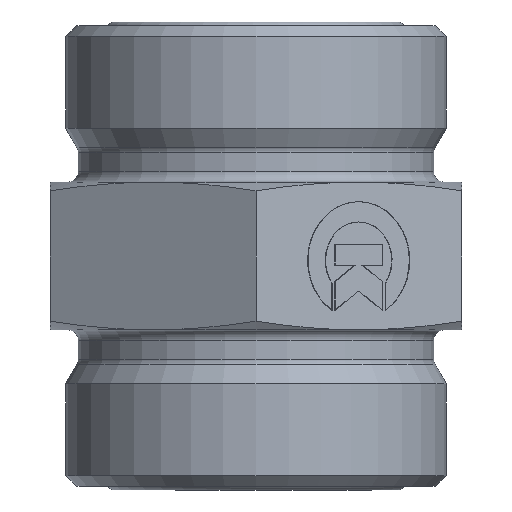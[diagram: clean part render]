
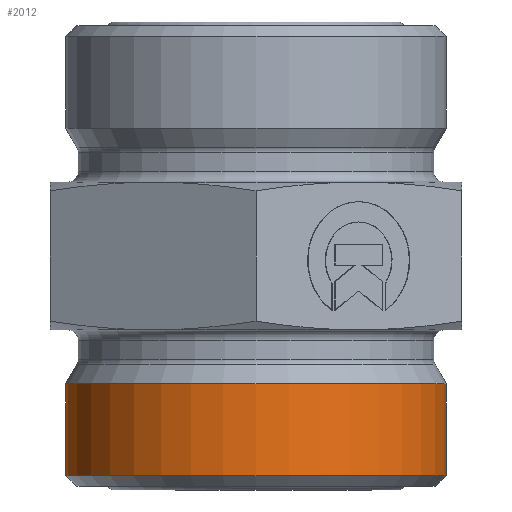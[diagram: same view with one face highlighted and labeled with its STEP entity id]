
A CAD part, front view. The second image highlights one B-rep face of the part: STEP entity #2012.
In plain terms, the highlighted cylindrical face has radius 21.285 mm (diameter 42.57 mm), a full revolution.
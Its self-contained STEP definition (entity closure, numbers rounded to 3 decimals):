
#1978=CARTESIAN_POINT('',(-21.285,0.,1.2));
#1979=VERTEX_POINT('',#1978);
#1980=CARTESIAN_POINT('',(0.,0.,1.2));
#1981=DIRECTION('',(0.0,0.0,-1.0));
#1982=DIRECTION('',(1.0,0.0,0.0));
#1983=AXIS2_PLACEMENT_3D('',#1980,#1981,#1982);
#1984=CIRCLE('',#1983,21.285);
#1985=EDGE_CURVE('',#1979,#1979,#1984,.T.);
#1993=CARTESIAN_POINT('',(0.,0.,0.0));
#1994=DIRECTION('',(0.0,0.0,1.0));
#1995=DIRECTION('',(1.0,0.0,0.0));
#1996=AXIS2_PLACEMENT_3D('',#1993,#1994,#1995);
#1997=CYLINDRICAL_SURFACE('',#1996,21.285);
#1998=CARTESIAN_POINT('',(0.,21.285,11.458));
#1999=VERTEX_POINT('',#1998);
#2000=CARTESIAN_POINT('',(0.,0.,11.458));
#2001=DIRECTION('',(0.0,0.0,-1.0));
#2002=DIRECTION('',(1.0,0.0,0.0));
#2003=AXIS2_PLACEMENT_3D('',#2000,#2001,#2002);
#2004=CIRCLE('',#2003,21.285);
#2005=EDGE_CURVE('',#1999,#1999,#2004,.T.);
#2006=ORIENTED_EDGE('',*,*,#2005,.T.);
#2007=EDGE_LOOP('',(#2006));
#2008=FACE_OUTER_BOUND('',#2007,.T.);
#2009=ORIENTED_EDGE('',*,*,#1985,.F.);
#2010=EDGE_LOOP('',(#2009));
#2011=FACE_BOUND('',#2010,.T.);
#2012=ADVANCED_FACE('',(#2008,#2011),#1997,.T.);
